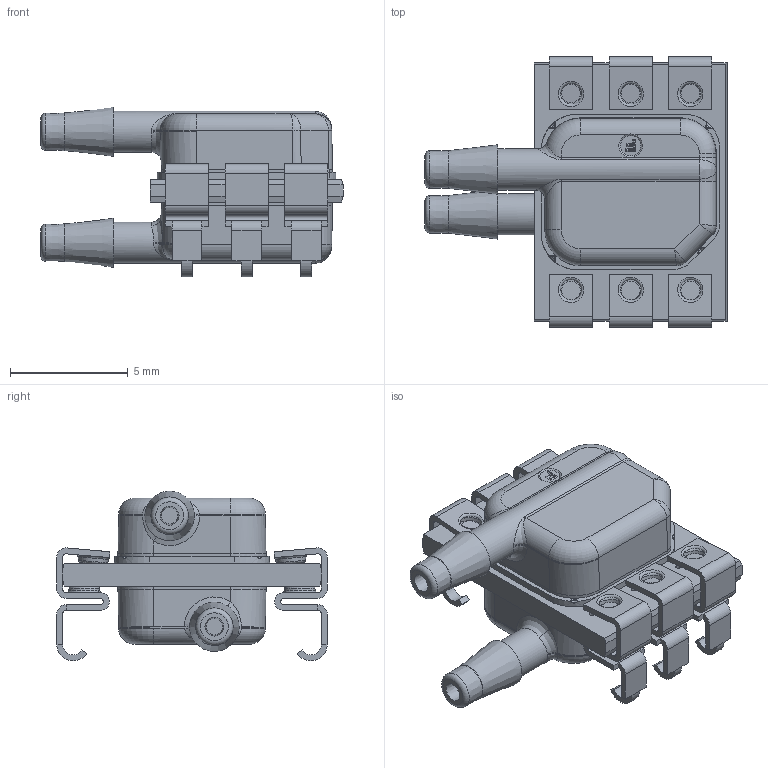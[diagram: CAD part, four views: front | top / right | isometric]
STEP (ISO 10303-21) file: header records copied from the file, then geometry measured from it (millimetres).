
FILE_DESCRIPTION(/* description */ (''),/* implementation_level */ '2;1');
FILE_NAME(/* name */ 'Honeywell_ABP2-RR_SMT v1.step',/* time_stamp */ '2021-11-08T02:02:05-08:00',/* author */ (''),/* organization */ (''),/* preprocessor_version */ 'ST-DEVELOPER v18.1',/* originating_system */ 'Autodesk Translation Framework v10.10.0.1391',/* authorisation */ '');
FILE_SCHEMA (('AUTOMOTIVE_DESIGN { 1 0 10303 214 3 1 1 }'));
Length unit declared in the file: millimetre
Products named in the file (1): Honeywell_ABP2-RR_SMT
Bounding box: 12.85 x 11.5 x 7.22 mm (x, y, z)
Volume: 359 mm3; surface area: 641.5 mm2
Topology: 1 solids, 1 shells, 566 faces, 1445 edges, 887 vertices
Faces by surface type: plane 250, cylinder 157, bspline 73, torus 46, cone 32, sphere 8
Full cylindrical faces by diameter (mm): 0.203 x6, 0.71 x2, 1.75 x2
Entity records: 24530 total; most frequent: CARTESIAN_POINT 10820, DIRECTION 2904, ORIENTED_EDGE 2890, EDGE_CURVE 1445, AXIS2_PLACEMENT_3D 1077, VERTEX_POINT 887, LINE 750, VECTOR 750
